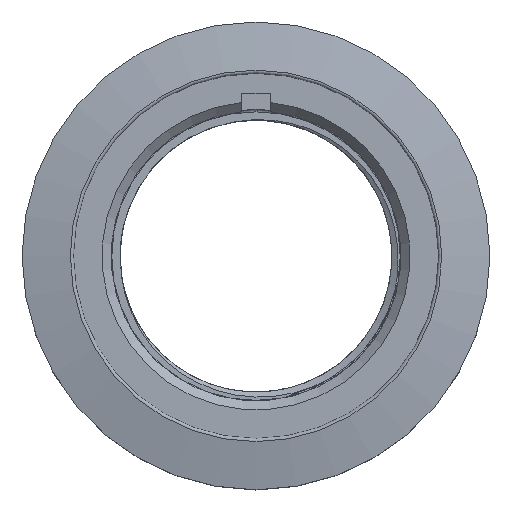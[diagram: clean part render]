
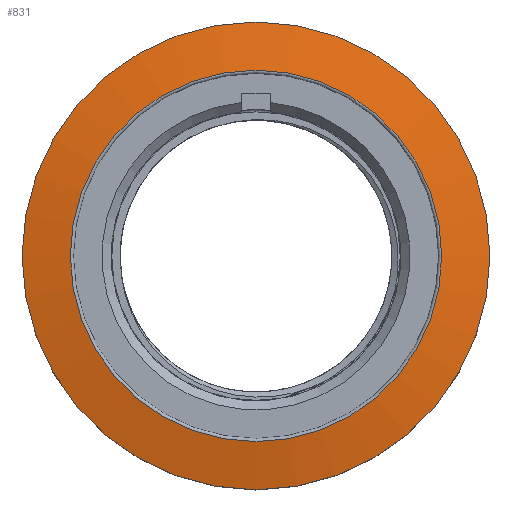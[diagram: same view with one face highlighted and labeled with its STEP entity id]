
A CAD part, top view. The second image highlights one B-rep face of the part: STEP entity #831.
In plain terms, the highlighted conical face has half-angle 78.5 degrees and reference radius 16.025 mm.
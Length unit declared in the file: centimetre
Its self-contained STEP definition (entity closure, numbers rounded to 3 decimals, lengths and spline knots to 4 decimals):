
#49=CONICAL_SURFACE('',#902,1.6025,78.5);
#180=FACE_BOUND('',#273,.T.);
#209=FACE_OUTER_BOUND('',#272,.T.);
#272=EDGE_LOOP('',(#626));
#273=EDGE_LOOP('',(#627));
#337=CIRCLE('',#900,1.429);
#339=CIRCLE('',#903,1.8);
#393=VERTEX_POINT('',#1295);
#395=VERTEX_POINT('',#1300);
#480=EDGE_CURVE('',#393,#393,#337,.T.);
#482=EDGE_CURVE('',#395,#395,#339,.T.);
#626=ORIENTED_EDGE('',*,*,#482,.T.);
#627=ORIENTED_EDGE('',*,*,#480,.F.);
#831=ADVANCED_FACE('',(#209,#180),#49,.T.);
#900=AXIS2_PLACEMENT_3D('',#1296,#1044,#1045);
#902=AXIS2_PLACEMENT_3D('',#1299,#1048,#1049);
#903=AXIS2_PLACEMENT_3D('',#1301,#1050,#1051);
#1044=DIRECTION('center_axis',(0.,0.,
1.));
#1045=DIRECTION('ref_axis',(1.,0.,0.));
#1048=DIRECTION('center_axis',(0.,0.,
-1.));
#1049=DIRECTION('ref_axis',(-1.,0.,0.));
#1050=DIRECTION('center_axis',(0.,0.,
1.));
#1051=DIRECTION('ref_axis',(0.,-1.,0.));
#1295=CARTESIAN_POINT('',(-1.429,0.,0.0655));
#1296=CARTESIAN_POINT('Origin',(0.,0.,
0.0655));
#1299=CARTESIAN_POINT('Origin',(0.,0.,
0.0302));
#1300=CARTESIAN_POINT('',(-1.8,0.,-0.01));
#1301=CARTESIAN_POINT('Origin',(0.,0.,
-0.01));
